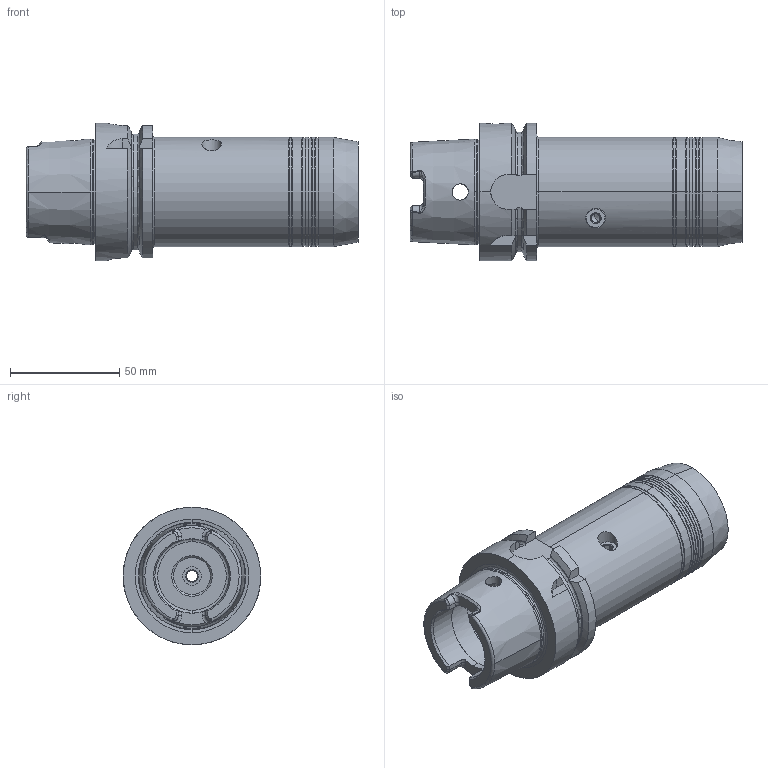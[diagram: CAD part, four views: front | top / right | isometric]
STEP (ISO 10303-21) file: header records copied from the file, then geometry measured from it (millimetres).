
FILE_DESCRIPTION (( 'STEP AP214' ), '1' );
FILE_NAME ('93.05.036.017.STEP', '2019-06-12T07:09:49', ( '' ), ( '' ), 'SwSTEP 2.0', 'SolidWorks 2014', '' );
FILE_SCHEMA (( 'AUTOMOTIVE_DESIGN' ));
Length unit declared in the file: millimetre
Products named in the file (1): 93.05.036.017
Bounding box: 152 x 63 x 63 mm (x, y, z)
Volume: 229496.6 mm3; surface area: 53603.7 mm2
Topology: 3 solids, 4 shells, 339 faces, 797 edges, 471 vertices
Faces by surface type: plane 109, cylinder 100, cone 79, torus 35, bspline 16
Entity records: 14799 total; most frequent: CARTESIAN_POINT 3412, DIRECTION 1600, ORIENTED_EDGE 1582, EDGE_CURVE 791, AXIS2_PLACEMENT_3D 637, VERTEX_POINT 471, EDGE_LOOP 360, UNCERTAINTY_MEASURE_WITH_UNIT 344
